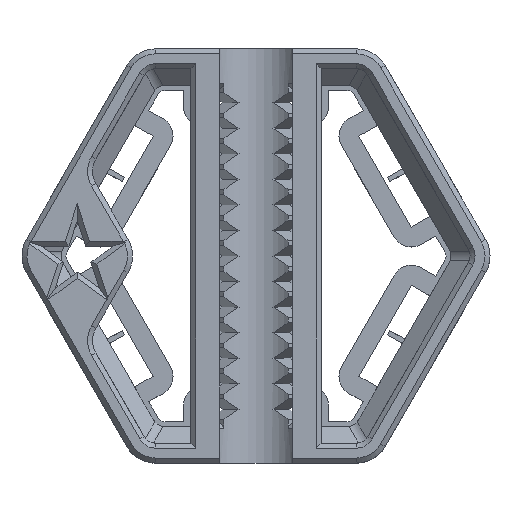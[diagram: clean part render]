
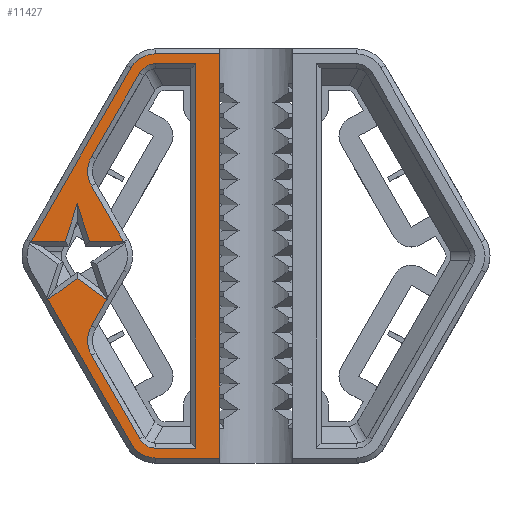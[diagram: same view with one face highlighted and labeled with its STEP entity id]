
A CAD part, top view. The second image highlights one B-rep face of the part: STEP entity #11427.
In plain terms, the highlighted planar face has unit normal (0, 0, 1).
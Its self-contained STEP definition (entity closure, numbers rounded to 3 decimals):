
#319=CIRCLE('',#12087,3.6);
#320=CIRCLE('',#12088,2.2);
#321=CIRCLE('',#12089,2.2);
#322=CIRCLE('',#12090,3.6);
#323=CIRCLE('',#12091,3.4);
#324=CIRCLE('',#12092,3.4);
#564=FACE_OUTER_BOUND('',#1172,.T.);
#1172=EDGE_LOOP('',(#8015,#8016,#8017,#8018,#8019,#8020,#8021,#8022,#8023,
#8024,#8025,#8026,#8027,#8028,#8029,#8030,#8031,#8032,#8033,#8034,#8035,
#8036,#8037,#8038));
#1954=LINE('',#16715,#3382);
#1960=LINE('',#16731,#3388);
#1962=LINE('',#16735,#3390);
#1968=LINE('',#16750,#3396);
#1976=LINE('',#16774,#3404);
#1982=LINE('',#16786,#3410);
#1994=LINE('',#16807,#3422);
#1998=LINE('',#16824,#3426);
#1999=LINE('',#16828,#3427);
#2000=LINE('',#16830,#3428);
#2001=LINE('',#16832,#3429);
#2002=LINE('',#16836,#3430);
#2003=LINE('',#16839,#3431);
#2004=LINE('',#16841,#3432);
#2005=LINE('',#16845,#3433);
#2006=LINE('',#16847,#3434);
#2007=LINE('',#16849,#3435);
#2008=LINE('',#16852,#3436);
#3382=VECTOR('',#13395,10.);
#3388=VECTOR('',#13403,10.);
#3390=VECTOR('',#13407,10.);
#3396=VECTOR('',#13417,10.);
#3404=VECTOR('',#13429,10.);
#3410=VECTOR('',#13439,10.);
#3422=VECTOR('',#13463,10.);
#3426=VECTOR('',#13483,10.);
#3427=VECTOR('',#13486,10.);
#3428=VECTOR('',#13487,10.);
#3429=VECTOR('',#13488,10.);
#3430=VECTOR('',#13491,10.);
#3431=VECTOR('',#13494,10.);
#3432=VECTOR('',#13495,10.);
#3433=VECTOR('',#13498,10.);
#3434=VECTOR('',#13499,10.);
#3435=VECTOR('',#13500,10.);
#3436=VECTOR('',#13503,10.);
#4748=VERTEX_POINT('',#16713);
#4749=VERTEX_POINT('',#16714);
#4755=VERTEX_POINT('',#16730);
#4756=VERTEX_POINT('',#16734);
#4760=VERTEX_POINT('',#16748);
#4767=VERTEX_POINT('',#16771);
#4768=VERTEX_POINT('',#16773);
#4772=VERTEX_POINT('',#16785);
#4775=VERTEX_POINT('',#16805);
#4779=VERTEX_POINT('',#16821);
#4780=VERTEX_POINT('',#16823);
#4781=VERTEX_POINT('',#16825);
#4782=VERTEX_POINT('',#16827);
#4783=VERTEX_POINT('',#16829);
#4784=VERTEX_POINT('',#16831);
#4785=VERTEX_POINT('',#16833);
#4786=VERTEX_POINT('',#16835);
#4787=VERTEX_POINT('',#16837);
#4788=VERTEX_POINT('',#16840);
#4789=VERTEX_POINT('',#16842);
#4790=VERTEX_POINT('',#16844);
#4791=VERTEX_POINT('',#16846);
#4792=VERTEX_POINT('',#16848);
#4793=VERTEX_POINT('',#16850);
#5960=EDGE_CURVE('',#4748,#4749,#1954,.T.);
#5967=EDGE_CURVE('',#4749,#4755,#1960,.T.);
#5969=EDGE_CURVE('',#4756,#4748,#1962,.T.);
#5976=EDGE_CURVE('',#4760,#4756,#1968,.T.);
#5986=EDGE_CURVE('',#4767,#4768,#1976,.T.);
#5992=EDGE_CURVE('',#4768,#4772,#1982,.T.);
#6004=EDGE_CURVE('',#4775,#4760,#1994,.T.);
#6011=EDGE_CURVE('',#4779,#4775,#319,.T.);
#6012=EDGE_CURVE('',#4780,#4779,#1998,.T.);
#6013=EDGE_CURVE('',#4781,#4780,#320,.T.);
#6014=EDGE_CURVE('',#4782,#4781,#1999,.T.);
#6015=EDGE_CURVE('',#4782,#4783,#2000,.T.);
#6016=EDGE_CURVE('',#4784,#4783,#2001,.T.);
#6017=EDGE_CURVE('',#4785,#4784,#321,.T.);
#6018=EDGE_CURVE('',#4786,#4785,#2002,.T.);
#6019=EDGE_CURVE('',#4787,#4786,#322,.T.);
#6020=EDGE_CURVE('',#4772,#4787,#2003,.T.);
#6021=EDGE_CURVE('',#4788,#4767,#2004,.T.);
#6022=EDGE_CURVE('',#4789,#4788,#323,.T.);
#6023=EDGE_CURVE('',#4790,#4789,#2005,.T.);
#6024=EDGE_CURVE('',#4790,#4791,#2006,.T.);
#6025=EDGE_CURVE('',#4792,#4791,#2007,.T.);
#6026=EDGE_CURVE('',#4793,#4792,#324,.T.);
#6027=EDGE_CURVE('',#4755,#4793,#2008,.T.);
#8015=ORIENTED_EDGE('',*,*,#5967,.F.);
#8016=ORIENTED_EDGE('',*,*,#5960,.F.);
#8017=ORIENTED_EDGE('',*,*,#5969,.F.);
#8018=ORIENTED_EDGE('',*,*,#5976,.F.);
#8019=ORIENTED_EDGE('',*,*,#6004,.F.);
#8020=ORIENTED_EDGE('',*,*,#6011,.F.);
#8021=ORIENTED_EDGE('',*,*,#6012,.F.);
#8022=ORIENTED_EDGE('',*,*,#6013,.F.);
#8023=ORIENTED_EDGE('',*,*,#6014,.F.);
#8024=ORIENTED_EDGE('',*,*,#6015,.T.);
#8025=ORIENTED_EDGE('',*,*,#6016,.F.);
#8026=ORIENTED_EDGE('',*,*,#6017,.F.);
#8027=ORIENTED_EDGE('',*,*,#6018,.F.);
#8028=ORIENTED_EDGE('',*,*,#6019,.F.);
#8029=ORIENTED_EDGE('',*,*,#6020,.F.);
#8030=ORIENTED_EDGE('',*,*,#5992,.F.);
#8031=ORIENTED_EDGE('',*,*,#5986,.F.);
#8032=ORIENTED_EDGE('',*,*,#6021,.F.);
#8033=ORIENTED_EDGE('',*,*,#6022,.F.);
#8034=ORIENTED_EDGE('',*,*,#6023,.F.);
#8035=ORIENTED_EDGE('',*,*,#6024,.T.);
#8036=ORIENTED_EDGE('',*,*,#6025,.F.);
#8037=ORIENTED_EDGE('',*,*,#6026,.F.);
#8038=ORIENTED_EDGE('',*,*,#6027,.F.);
#10924=PLANE('',#12086);
#11427=ADVANCED_FACE('',(#564),#10924,.T.);
#12086=AXIS2_PLACEMENT_3D('',#16820,#13479,#13480);
#12087=AXIS2_PLACEMENT_3D('',#16822,#13481,#13482);
#12088=AXIS2_PLACEMENT_3D('',#16826,#13484,#13485);
#12089=AXIS2_PLACEMENT_3D('',#16834,#13489,#13490);
#12090=AXIS2_PLACEMENT_3D('',#16838,#13492,#13493);
#12091=AXIS2_PLACEMENT_3D('',#16843,#13496,#13497);
#12092=AXIS2_PLACEMENT_3D('',#16851,#13501,#13502);
#13395=DIRECTION('',(-0.309,-0.951,0.));
#13403=DIRECTION('',(-1.,0.,0.));
#13407=DIRECTION('',(-0.309,0.951,0.));
#13417=DIRECTION('',(-1.,0.,0.));
#13429=DIRECTION('',(0.809,0.588,0.));
#13439=DIRECTION('',(0.809,-0.588,0.));
#13463=DIRECTION('',(0.5,-0.866,0.));
#13479=DIRECTION('center_axis',(0.,0.,1.));
#13480=DIRECTION('ref_axis',(1.,0.,0.));
#13481=DIRECTION('center_axis',(0.,0.,1.));
#13482=DIRECTION('ref_axis',(-1.,0.,0.));
#13483=DIRECTION('',(-0.5,-0.866,0.));
#13484=DIRECTION('center_axis',(0.,0.,1.));
#13485=DIRECTION('ref_axis',(-0.5,0.866,0.));
#13486=DIRECTION('',(-1.,0.,0.));
#13487=DIRECTION('',(0.,-1.,0.));
#13488=DIRECTION('',(1.,0.,0.));
#13489=DIRECTION('center_axis',(0.,0.,1.));
#13490=DIRECTION('ref_axis',(-0.5,-0.866,0.));
#13491=DIRECTION('',(0.5,-0.866,0.));
#13492=DIRECTION('center_axis',(0.,0.,1.));
#13493=DIRECTION('ref_axis',(-1.,0.,0.));
#13494=DIRECTION('',(-0.5,-0.866,0.));
#13495=DIRECTION('',(-0.5,0.866,0.));
#13496=DIRECTION('center_axis',(0.,0.,-1.));
#13497=DIRECTION('ref_axis',(-0.5,-0.866,0.));
#13498=DIRECTION('',(-1.,0.,0.));
#13499=DIRECTION('',(0.,1.,0.));
#13500=DIRECTION('',(1.,0.,0.));
#13501=DIRECTION('center_axis',(0.,0.,-1.));
#13502=DIRECTION('ref_axis',(-0.5,0.866,0.));
#13503=DIRECTION('',(0.5,0.866,0.));
#16713=CARTESIAN_POINT('',(-21.579,6.28,10.));
#16714=CARTESIAN_POINT('',(-23.038,1.788,10.));
#16715=CARTESIAN_POINT('',(-21.757,5.733,10.));
#16730=CARTESIAN_POINT('',(-27.142,1.788,10.));
#16731=CARTESIAN_POINT('',(-11.301,1.788,10.));
#16734=CARTESIAN_POINT('',(-20.119,1.788,10.));
#16735=CARTESIAN_POINT('',(-18.828,-2.184,10.));
#16748=CARTESIAN_POINT('',(-16.015,1.788,10.));
#16750=CARTESIAN_POINT('',(-8.622,1.788,10.));
#16771=CARTESIAN_POINT('',(-25.126,-5.281,10.));
#16773=CARTESIAN_POINT('',(-21.579,-2.703,10.));
#16774=CARTESIAN_POINT('',(-15.038,2.049,10.));
#16785=CARTESIAN_POINT('',(-18.031,-5.281,10.));
#16786=CARTESIAN_POINT('',(-15.336,-7.239,10.));
#16805=CARTESIAN_POINT('',(-19.847,8.425,10.));
#16807=CARTESIAN_POINT('',(-16.668,2.919,10.));
#16820=CARTESIAN_POINT('Origin',(0.,0.,
10.));
#16821=CARTESIAN_POINT('',(-19.847,12.025,10.));
#16822=CARTESIAN_POINT('Origin',(-16.729,10.225,10.));
#16823=CARTESIAN_POINT('',(-14.03,22.1,10.));
#16824=CARTESIAN_POINT('',(-16.483,17.85,10.));
#16825=CARTESIAN_POINT('',(-12.124,23.2,10.));
#16826=CARTESIAN_POINT('Origin',(-12.124,21.,10.));
#16827=CARTESIAN_POINT('',(-7.272,23.2,10.));
#16828=CARTESIAN_POINT('',(7.217,23.2,10.));
#16829=CARTESIAN_POINT('',(-7.272,-23.2,10.));
#16830=CARTESIAN_POINT('',(-7.272,12.5,10.));
#16831=CARTESIAN_POINT('',(-12.124,-23.2,10.));
#16832=CARTESIAN_POINT('',(-7.217,-23.2,10.));
#16833=CARTESIAN_POINT('',(-14.03,-22.1,10.));
#16834=CARTESIAN_POINT('Origin',(-12.124,-21.,10.));
#16835=CARTESIAN_POINT('',(-19.847,-12.025,10.));
#16836=CARTESIAN_POINT('',(-23.7,-5.35,10.));
#16837=CARTESIAN_POINT('',(-19.847,-8.425,10.));
#16838=CARTESIAN_POINT('Origin',(-16.729,-10.225,10.));
#16839=CARTESIAN_POINT('',(-13.601,2.394,10.));
#16840=CARTESIAN_POINT('',(-15.069,-22.7,10.));
#16841=CARTESIAN_POINT('',(-24.739,-5.95,10.));
#16842=CARTESIAN_POINT('',(-12.124,-24.4,10.));
#16843=CARTESIAN_POINT('Origin',(-12.124,-21.,10.));
#16844=CARTESIAN_POINT('',(-4.378,-24.4,10.));
#16845=CARTESIAN_POINT('',(-7.217,-24.4,10.));
#16846=CARTESIAN_POINT('',(-4.378,24.4,10.));
#16847=CARTESIAN_POINT('',(-4.378,12.5,10.));
#16848=CARTESIAN_POINT('',(-12.124,24.4,10.));
#16849=CARTESIAN_POINT('',(7.217,24.4,10.));
#16850=CARTESIAN_POINT('',(-15.069,22.7,10.));
#16851=CARTESIAN_POINT('Origin',(-12.124,21.,10.));
#16852=CARTESIAN_POINT('',(-17.523,18.45,10.));
